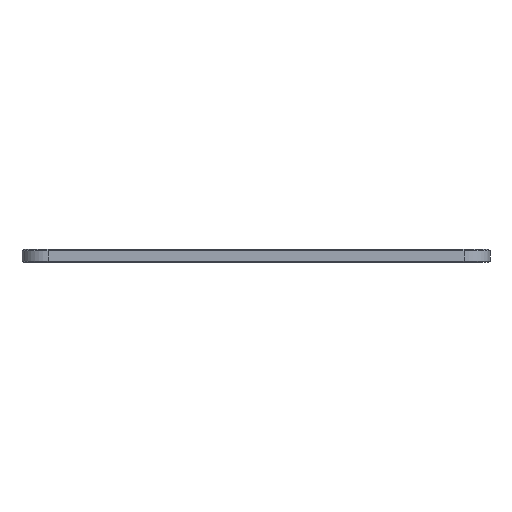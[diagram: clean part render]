
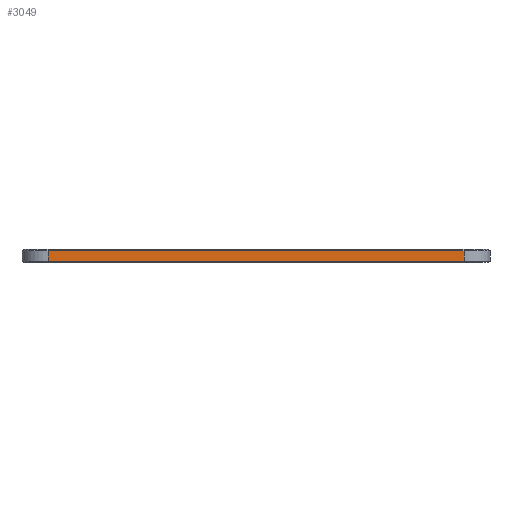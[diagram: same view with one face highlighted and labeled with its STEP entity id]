
A CAD part, front view. The second image highlights one B-rep face of the part: STEP entity #3049.
In plain terms, the highlighted planar face has unit normal (0, -1, 0).
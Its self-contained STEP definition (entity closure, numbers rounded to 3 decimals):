
#158 = PLANE('',#159);
#159 = AXIS2_PLACEMENT_3D('',#160,#161,#162);
#160 = CARTESIAN_POINT('',(0.,-6.1,0.15));
#161 = DIRECTION('',(0.,-0.707,-0.707));
#162 = DIRECTION('',(-1.,-0.,-0.));
#1189 = VERTEX_POINT('',#1190);
#1190 = CARTESIAN_POINT('',(100.,-6.25,0.3));
#1226 = CYLINDRICAL_SURFACE('',#1227,6.25);
#1227 = AXIS2_PLACEMENT_3D('',#1228,#1229,#1230);
#1228 = CARTESIAN_POINT('',(100.,0.,0.));
#1229 = DIRECTION('',(-0.,-0.,-1.));
#1230 = DIRECTION('',(1.,0.,0.));
#1298 = VERTEX_POINT('',#1299);
#1299 = CARTESIAN_POINT('',(0.,-6.25,0.3));
#1320 = EDGE_CURVE('',#1298,#1189,#1321,.T.);
#1321 = SURFACE_CURVE('',#1322,(#1326,#1333),.PCURVE_S1.);
#1322 = LINE('',#1323,#1324);
#1323 = CARTESIAN_POINT('',(0.,-6.25,0.3));
#1324 = VECTOR('',#1325,1.);
#1325 = DIRECTION('',(1.,0.,0.));
#1326 = PCURVE('',#158,#1327);
#1327 = DEFINITIONAL_REPRESENTATION('',(#1328),#1332);
#1328 = LINE('',#1329,#1330);
#1329 = CARTESIAN_POINT('',(-0.,-0.212));
#1330 = VECTOR('',#1331,1.);
#1331 = DIRECTION('',(-1.,0.));
#1332 = ( GEOMETRIC_REPRESENTATION_CONTEXT(2) 
PARAMETRIC_REPRESENTATION_CONTEXT() REPRESENTATION_CONTEXT('2D SPACE',''
  ) );
#1333 = PCURVE('',#1334,#1339);
#1334 = PLANE('',#1335);
#1335 = AXIS2_PLACEMENT_3D('',#1336,#1337,#1338);
#1336 = CARTESIAN_POINT('',(0.,-6.25,0.));
#1337 = DIRECTION('',(0.,1.,0.));
#1338 = DIRECTION('',(1.,0.,0.));
#1339 = DEFINITIONAL_REPRESENTATION('',(#1340),#1344);
#1340 = LINE('',#1341,#1342);
#1341 = CARTESIAN_POINT('',(0.,-0.3));
#1342 = VECTOR('',#1343,1.);
#1343 = DIRECTION('',(1.,0.));
#1344 = ( GEOMETRIC_REPRESENTATION_CONTEXT(2) 
PARAMETRIC_REPRESENTATION_CONTEXT() REPRESENTATION_CONTEXT('2D SPACE',''
  ) );
#1367 = CYLINDRICAL_SURFACE('',#1368,6.25);
#1368 = AXIS2_PLACEMENT_3D('',#1369,#1370,#1371);
#1369 = CARTESIAN_POINT('',(0.,0.,0.));
#1370 = DIRECTION('',(-0.,-0.,-1.));
#1371 = DIRECTION('',(1.,0.,0.));
#2944 = EDGE_CURVE('',#1189,#2945,#2947,.T.);
#2945 = VERTEX_POINT('',#2946);
#2946 = CARTESIAN_POINT('',(100.,-6.25,2.825));
#2947 = SURFACE_CURVE('',#2948,(#2952,#2959),.PCURVE_S1.);
#2948 = LINE('',#2949,#2950);
#2949 = CARTESIAN_POINT('',(100.,-6.25,0.));
#2950 = VECTOR('',#2951,1.);
#2951 = DIRECTION('',(0.,0.,1.));
#2952 = PCURVE('',#1226,#2953);
#2953 = DEFINITIONAL_REPRESENTATION('',(#2954),#2958);
#2954 = LINE('',#2955,#2956);
#2955 = CARTESIAN_POINT('',(-4.712,0.));
#2956 = VECTOR('',#2957,1.);
#2957 = DIRECTION('',(-0.,-1.));
#2958 = ( GEOMETRIC_REPRESENTATION_CONTEXT(2) 
PARAMETRIC_REPRESENTATION_CONTEXT() REPRESENTATION_CONTEXT('2D SPACE',''
  ) );
#2959 = PCURVE('',#1334,#2960);
#2960 = DEFINITIONAL_REPRESENTATION('',(#2961),#2965);
#2961 = LINE('',#2962,#2963);
#2962 = CARTESIAN_POINT('',(100.,0.));
#2963 = VECTOR('',#2964,1.);
#2964 = DIRECTION('',(0.,-1.));
#2965 = ( GEOMETRIC_REPRESENTATION_CONTEXT(2) 
PARAMETRIC_REPRESENTATION_CONTEXT() REPRESENTATION_CONTEXT('2D SPACE',''
  ) );
#3049 = ADVANCED_FACE('',(#3050),#1334,.F.);
#3050 = FACE_BOUND('',#3051,.F.);
#3051 = EDGE_LOOP('',(#3052,#3075,#3101,#3102));
#3052 = ORIENTED_EDGE('',*,*,#3053,.T.);
#3053 = EDGE_CURVE('',#1298,#3054,#3056,.T.);
#3054 = VERTEX_POINT('',#3055);
#3055 = CARTESIAN_POINT('',(0.,-6.25,2.825));
#3056 = SURFACE_CURVE('',#3057,(#3061,#3068),.PCURVE_S1.);
#3057 = LINE('',#3058,#3059);
#3058 = CARTESIAN_POINT('',(0.,-6.25,0.));
#3059 = VECTOR('',#3060,1.);
#3060 = DIRECTION('',(0.,0.,1.));
#3061 = PCURVE('',#1334,#3062);
#3062 = DEFINITIONAL_REPRESENTATION('',(#3063),#3067);
#3063 = LINE('',#3064,#3065);
#3064 = CARTESIAN_POINT('',(0.,0.));
#3065 = VECTOR('',#3066,1.);
#3066 = DIRECTION('',(0.,-1.));
#3067 = ( GEOMETRIC_REPRESENTATION_CONTEXT(2) 
PARAMETRIC_REPRESENTATION_CONTEXT() REPRESENTATION_CONTEXT('2D SPACE',''
  ) );
#3068 = PCURVE('',#1367,#3069);
#3069 = DEFINITIONAL_REPRESENTATION('',(#3070),#3074);
#3070 = LINE('',#3071,#3072);
#3071 = CARTESIAN_POINT('',(-4.712,0.));
#3072 = VECTOR('',#3073,1.);
#3073 = DIRECTION('',(-0.,-1.));
#3074 = ( GEOMETRIC_REPRESENTATION_CONTEXT(2) 
PARAMETRIC_REPRESENTATION_CONTEXT() REPRESENTATION_CONTEXT('2D SPACE',''
  ) );
#3075 = ORIENTED_EDGE('',*,*,#3076,.T.);
#3076 = EDGE_CURVE('',#3054,#2945,#3077,.T.);
#3077 = SURFACE_CURVE('',#3078,(#3082,#3089),.PCURVE_S1.);
#3078 = LINE('',#3079,#3080);
#3079 = CARTESIAN_POINT('',(0.,-6.25,2.825));
#3080 = VECTOR('',#3081,1.);
#3081 = DIRECTION('',(1.,0.,0.));
#3082 = PCURVE('',#1334,#3083);
#3083 = DEFINITIONAL_REPRESENTATION('',(#3084),#3088);
#3084 = LINE('',#3085,#3086);
#3085 = CARTESIAN_POINT('',(0.,-2.825));
#3086 = VECTOR('',#3087,1.);
#3087 = DIRECTION('',(1.,0.));
#3088 = ( GEOMETRIC_REPRESENTATION_CONTEXT(2) 
PARAMETRIC_REPRESENTATION_CONTEXT() REPRESENTATION_CONTEXT('2D SPACE',''
  ) );
#3089 = PCURVE('',#3090,#3095);
#3090 = PLANE('',#3091);
#3091 = AXIS2_PLACEMENT_3D('',#3092,#3093,#3094);
#3092 = CARTESIAN_POINT('',(0.,-6.1,2.975));
#3093 = DIRECTION('',(0.,0.707,-0.707));
#3094 = DIRECTION('',(-1.,-0.,-0.));
#3095 = DEFINITIONAL_REPRESENTATION('',(#3096),#3100);
#3096 = LINE('',#3097,#3098);
#3097 = CARTESIAN_POINT('',(-0.,-0.212));
#3098 = VECTOR('',#3099,1.);
#3099 = DIRECTION('',(-1.,0.));
#3100 = ( GEOMETRIC_REPRESENTATION_CONTEXT(2) 
PARAMETRIC_REPRESENTATION_CONTEXT() REPRESENTATION_CONTEXT('2D SPACE',''
  ) );
#3101 = ORIENTED_EDGE('',*,*,#2944,.F.);
#3102 = ORIENTED_EDGE('',*,*,#1320,.F.);
